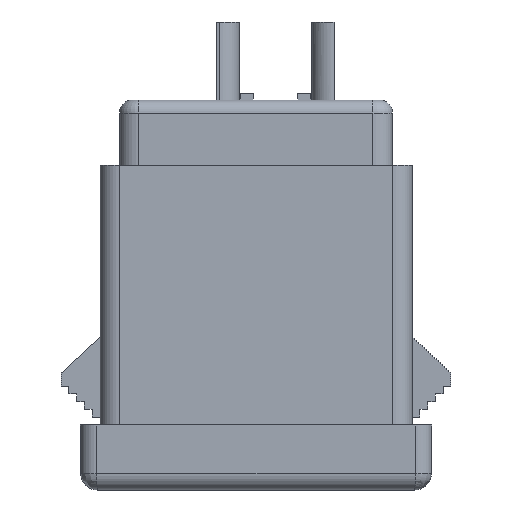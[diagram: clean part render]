
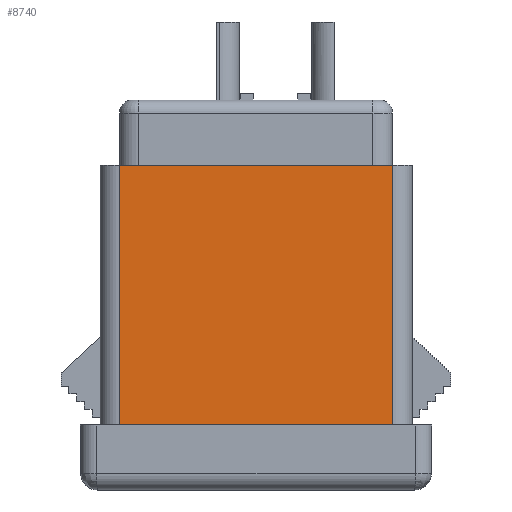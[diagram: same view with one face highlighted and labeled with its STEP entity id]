
A CAD part, left-side view. The second image highlights one B-rep face of the part: STEP entity #8740.
In plain terms, the highlighted planar face has unit normal (-1, 0, 0).
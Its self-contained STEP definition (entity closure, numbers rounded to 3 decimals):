
#24 = EDGE_LOOP ( 'NONE', ( #19448, #18385, #22257, #22063 ) ) ;
#200 = DIRECTION ( 'NONE',  ( 0., -1., 0. ) ) ;
#424 = CARTESIAN_POINT ( 'NONE',  ( -12., 10.5, 20. ) ) ;
#854 = CARTESIAN_POINT ( 'NONE',  ( -12., -10.5, 0. ) ) ;
#1067 = LINE ( 'NONE', #2528, #15046 ) ;
#1258 = VERTEX_POINT ( 'NONE', #10099 ) ;
#1658 = LINE ( 'NONE', #8124, #11243 ) ;
#2528 = CARTESIAN_POINT ( 'NONE',  ( -12., -10.5, 20. ) ) ;
#3936 = FACE_OUTER_BOUND ( 'NONE', #24, .T. ) ;
#4504 = DIRECTION ( 'NONE',  ( 0., 0., 1. ) ) ;
#5261 = LINE ( 'NONE', #19340, #17092 ) ;
#5658 = DIRECTION ( 'NONE',  ( 0., 1., 0. ) ) ;
#5959 = EDGE_CURVE ( 'NONE', #20324, #18290, #5261, .T. ) ;
#6893 = EDGE_CURVE ( 'NONE', #6926, #18290, #1067, .T. ) ;
#6926 = VERTEX_POINT ( 'NONE', #854 ) ;
#7236 = CARTESIAN_POINT ( 'NONE',  ( -12., 10.5, 20. ) ) ;
#8124 = CARTESIAN_POINT ( 'NONE',  ( -12., 12., 0. ) ) ;
#8740 = ADVANCED_FACE ( 'NONE', ( #3936 ), #14643, .F. ) ;
#10099 = CARTESIAN_POINT ( 'NONE',  ( -12., 10.5, 0. ) ) ;
#11243 = VECTOR ( 'NONE', #18680, 1000. ) ;
#12747 = CARTESIAN_POINT ( 'NONE',  ( -12., 12., 20. ) ) ;
#13116 = EDGE_CURVE ( 'NONE', #1258, #6926, #1658, .T. ) ;
#13327 = LINE ( 'NONE', #7236, #17426 ) ;
#14643 = PLANE ( 'NONE',  #14727 ) ;
#14727 = AXIS2_PLACEMENT_3D ( 'NONE', #12747, #18171, #5658 ) ;
#15046 = VECTOR ( 'NONE', #4504, 1000. ) ;
#17092 = VECTOR ( 'NONE', #200, 1000. ) ;
#17426 = VECTOR ( 'NONE', #17595, 1000. ) ;
#17595 = DIRECTION ( 'NONE',  ( 0., 0., -1. ) ) ;
#17987 = CARTESIAN_POINT ( 'NONE',  ( -12., -10.5, 20. ) ) ;
#18171 = DIRECTION ( 'NONE',  ( 1., 0., 0. ) ) ;
#18290 = VERTEX_POINT ( 'NONE', #17987 ) ;
#18385 = ORIENTED_EDGE ( 'NONE', *, *, #6893, .T. ) ;
#18680 = DIRECTION ( 'NONE',  ( 0., -1., 0. ) ) ;
#19340 = CARTESIAN_POINT ( 'NONE',  ( -12., 12., 20. ) ) ;
#19448 = ORIENTED_EDGE ( 'NONE', *, *, #13116, .T. ) ;
#20324 = VERTEX_POINT ( 'NONE', #424 ) ;
#22063 = ORIENTED_EDGE ( 'NONE', *, *, #22746, .T. ) ;
#22257 = ORIENTED_EDGE ( 'NONE', *, *, #5959, .F. ) ;
#22746 = EDGE_CURVE ( 'NONE', #20324, #1258, #13327, .T. ) ;
